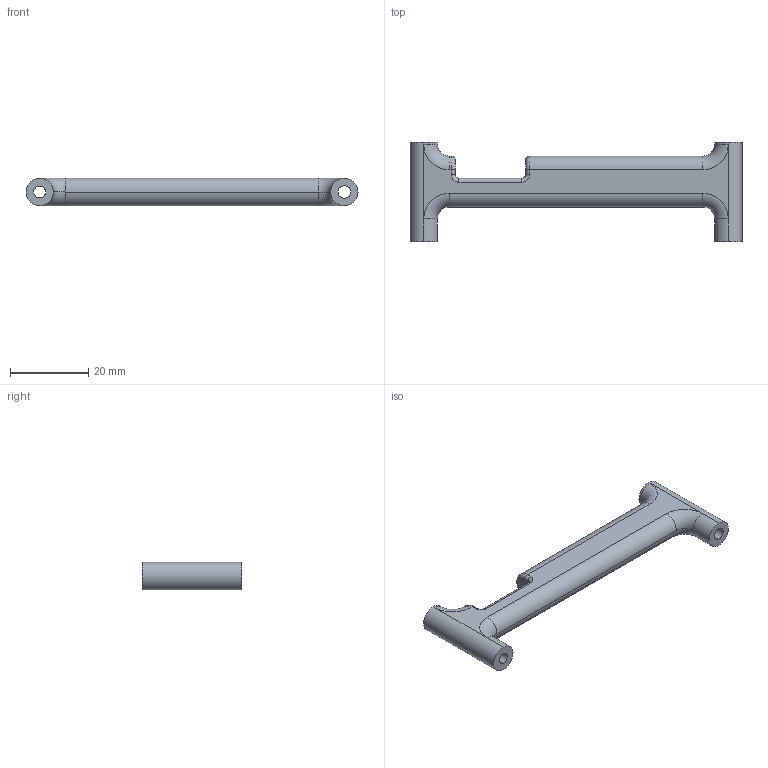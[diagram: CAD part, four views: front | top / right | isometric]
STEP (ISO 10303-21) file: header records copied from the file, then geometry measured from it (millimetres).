
FILE_DESCRIPTION (( 'STEP AP203' ), '1' );
FILE_NAME ('Main pcb spacer.STEP', '2018-06-11T02:00:18', ( '' ), ( '' ), 'SwSTEP 2.0', 'SolidWorks 2016', '' );
FILE_SCHEMA (( 'CONFIG_CONTROL_DESIGN' ));
Length unit declared in the file: millimetre
Products named in the file (1): Main pcb spacer
Bounding box: 84.72 x 25.3 x 7 mm (x, y, z)
Volume: 6820.7 mm3; surface area: 3921.3 mm2
Topology: 1 solids, 1 shells, 49 faces, 115 edges, 68 vertices
Faces by surface type: cylinder 24, torus 16, plane 9
Entity records: 1500 total; most frequent: DIRECTION 289, CARTESIAN_POINT 233, ORIENTED_EDGE 230, AXIS2_PLACEMENT_3D 124, EDGE_CURVE 115, CIRCLE 74, VERTEX_POINT 68, EDGE_LOOP 53
